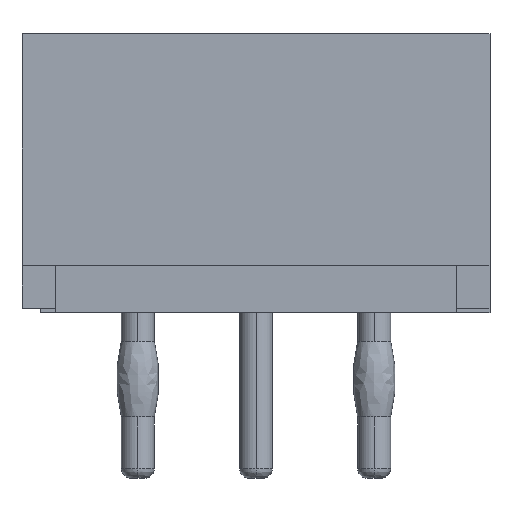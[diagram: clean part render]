
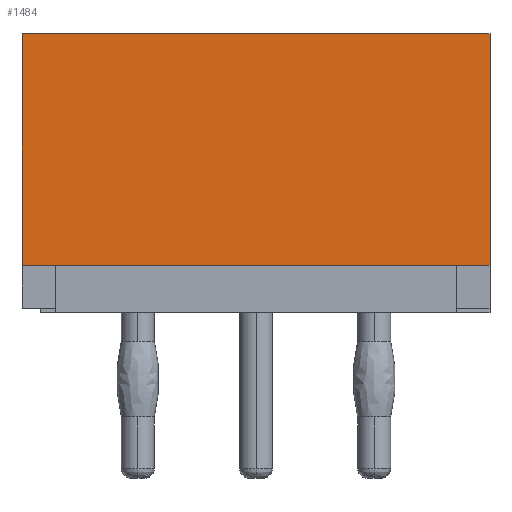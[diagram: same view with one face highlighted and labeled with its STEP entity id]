
A CAD part, top view. The second image highlights one B-rep face of the part: STEP entity #1484.
In plain terms, the highlighted planar face has unit normal (0, 0, 1).
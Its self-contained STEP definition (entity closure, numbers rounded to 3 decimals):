
#61=DIRECTION('',(0.,1.,0.));
#62=VECTOR('',#61,4.9);
#63=CARTESIAN_POINT('',(4.95,-1.95,2.47));
#64=LINE('',#63,#62);
#109=DIRECTION('',(1.,0.,0.));
#110=VECTOR('',#109,9.9);
#111=CARTESIAN_POINT('',(-4.95,2.95,2.47));
#112=LINE('',#111,#110);
#205=DIRECTION('',(0.,1.,0.));
#206=VECTOR('',#205,4.9);
#207=CARTESIAN_POINT('',(-4.95,-1.95,2.47));
#208=LINE('',#207,#206);
#213=DIRECTION('',(1.,0.,0.));
#214=VECTOR('',#213,9.9);
#215=CARTESIAN_POINT('',(-4.95,-1.95,2.47));
#216=LINE('',#215,#214);
#957=CARTESIAN_POINT('',(-4.95,2.95,2.47));
#958=CARTESIAN_POINT('',(4.95,2.95,2.47));
#959=VERTEX_POINT('',#957);
#960=VERTEX_POINT('',#958);
#995=CARTESIAN_POINT('',(4.95,-1.95,2.47));
#996=VERTEX_POINT('',#995);
#1029=CARTESIAN_POINT('',(-4.95,-1.95,2.47));
#1030=VERTEX_POINT('',#1029);
#1472=CARTESIAN_POINT('',(-4.95,-2.95,2.47));
#1473=DIRECTION('',(0.,0.,1.));
#1474=DIRECTION('',(1.,0.,0.));
#1475=AXIS2_PLACEMENT_3D('',#1472,#1473,#1474);
#1476=PLANE('',#1475);
#1478=ORIENTED_EDGE('',*,*,#1477,.F.);
#1479=ORIENTED_EDGE('',*,*,#1443,.T.);
#1480=ORIENTED_EDGE('',*,*,#1383,.T.);
#1481=ORIENTED_EDGE('',*,*,#1323,.F.);
#1482=EDGE_LOOP('',(#1478,#1479,#1480,#1481));
#1483=FACE_OUTER_BOUND('',#1482,.F.);
#1484=ADVANCED_FACE('',(#1483),#1476,.T.);
#1323=EDGE_CURVE('',#996,#960,#64,.T.);
#1383=EDGE_CURVE('',#959,#960,#112,.T.);
#1443=EDGE_CURVE('',#1030,#959,#208,.T.);
#1477=EDGE_CURVE('',#1030,#996,#216,.T.);
